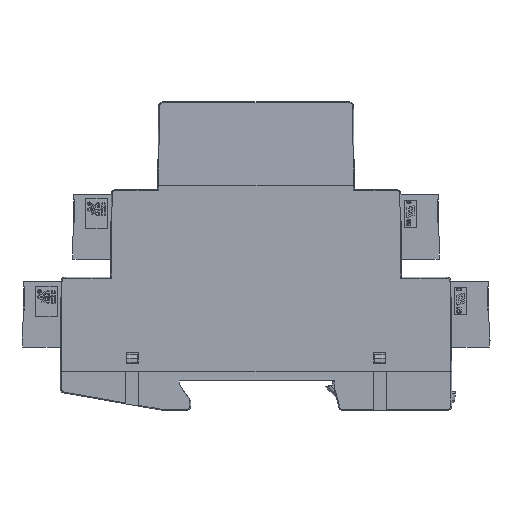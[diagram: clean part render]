
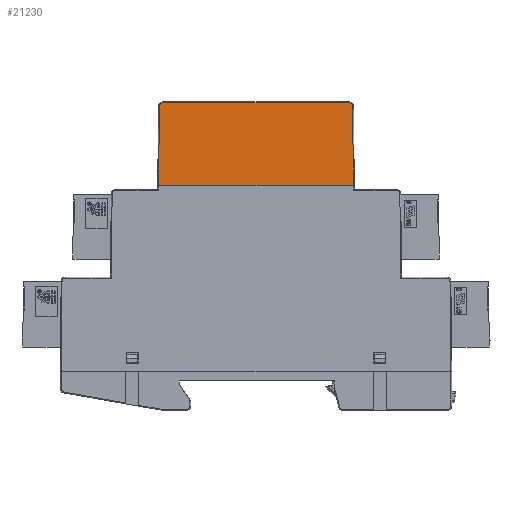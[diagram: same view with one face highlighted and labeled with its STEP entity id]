
A CAD part, left-side view. The second image highlights one B-rep face of the part: STEP entity #21230.
In plain terms, the highlighted planar face has unit normal (-1, 0, 0.005).
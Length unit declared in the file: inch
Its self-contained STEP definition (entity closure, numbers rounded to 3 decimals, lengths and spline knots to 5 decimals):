
#1718 = LINE ( 'NONE', #19198, #11492 ) ;
#4510 = CARTESIAN_POINT ( 'NONE',  ( -0.35349, -0.75839, 0.05072 ) ) ;
#5097 = EDGE_CURVE ( 'NONE', #50482, #55969, #9516, .T. ) ;
#9516 = LINE ( 'NONE', #33184, #28326 ) ;
#11492 = VECTOR ( 'NONE', #66205, 39.37008 ) ;
#15221 = CARTESIAN_POINT ( 'NONE',  ( -0.34666, -0.87336, 1.35465 ) ) ;
#15359 = CARTESIAN_POINT ( 'NONE',  ( -0.3465, 0.84186, 1.38587 ) ) ;
#15713 = CARTESIAN_POINT ( 'NONE',  ( -0.3465, -0.84186, 1.38587 ) ) ;
#18970 = CARTESIAN_POINT ( 'NONE',  ( -0.35039, -0.87958, 0.64173 ) ) ;
#19159 = DIRECTION ( 'NONE',  ( -0.005, -0.009, -1. ) ) ;
#19198 = CARTESIAN_POINT ( 'NONE',  ( -0.3465, -0.3792, 1.38587 ) ) ;
#19219 = ORIENTED_EDGE ( 'NONE', *, *, #42894, .F. ) ;
#19655 = DIRECTION ( 'NONE',  ( 0., 1., 0. ) ) ;
#20612 = EDGE_LOOP ( 'NONE', ( #19219, #21257, #60854, #59061, #69346, #22215 ) ) ;
#20802 = CARTESIAN_POINT ( 'NONE',  ( -0.34656, 0.8732, 1.37297 ) ) ;
#21230 = ADVANCED_FACE ( 'NONE', ( #52655 ), #27803, .T. ) ;
#21257 = ORIENTED_EDGE ( 'NONE', *, *, #45655, .F. ) ;
#21536 = DIRECTION ( 'NONE',  ( 0.005, -0.009, 1. ) ) ;
#22215 = ORIENTED_EDGE ( 'NONE', *, *, #74210, .F. ) ;
#26048 = CARTESIAN_POINT ( 'NONE',  ( -0.35039, 0.87958, 0.64173 ) ) ;
#27460 = AXIS2_PLACEMENT_3D ( 'NONE', #4510, #76351, #28572 ) ;
#27803 = PLANE ( 'NONE',  #27460 ) ;
#28326 = VECTOR ( 'NONE', #21536, 39.37008 ) ;
#28572 = DIRECTION ( 'NONE',  ( 0., -1., 0. ) ) ;
#31597 = VERTEX_POINT ( 'NONE', #53517 ) ;
#33184 = CARTESIAN_POINT ( 'NONE',  ( -0.34993, 0.8788, 0.73116 ) ) ;
#33227 = EDGE_CURVE ( 'NONE', #55969, #73502, #39062, .T. ) ;
#34611 = CARTESIAN_POINT ( 'NONE',  ( -0.3465, -0.86018, 1.38587 ) ) ;
#39062 =( BOUNDED_CURVE ( )  B_SPLINE_CURVE ( 3, ( #56519, #20802, #67785, #15359 ),
 .UNSPECIFIED., .F., .T. ) 
 B_SPLINE_CURVE_WITH_KNOTS ( ( 4, 4 ),
 ( 4.72112, 6.28319 ),
 .UNSPECIFIED. ) 
 CURVE ( )  GEOMETRIC_REPRESENTATION_ITEM ( )  RATIONAL_B_SPLINE_CURVE ( ( 1., 0.807, 0.807, 1. ) ) 
 REPRESENTATION_ITEM ( '' )  );
#39283 = CARTESIAN_POINT ( 'NONE',  ( -0.34656, -0.8732, 1.37297 ) ) ;
#41126 = VECTOR ( 'NONE', #19655, 39.37008 ) ;
#42894 = EDGE_CURVE ( 'NONE', #31597, #69496, #72356, .T. ) ;
#44235 = CARTESIAN_POINT ( 'NONE',  ( -0.34666, 0.87336, 1.35465 ) ) ;
#45655 = EDGE_CURVE ( 'NONE', #49664, #31597, #55092, .T. ) ;
#49009 = CARTESIAN_POINT ( 'NONE',  ( -0.3465, 0.84186, 1.38587 ) ) ;
#49664 = VERTEX_POINT ( 'NONE', #15713 ) ;
#50482 = VERTEX_POINT ( 'NONE', #26048 ) ;
#52655 = FACE_OUTER_BOUND ( 'NONE', #20612, .T. ) ;
#53517 = CARTESIAN_POINT ( 'NONE',  ( -0.34666, -0.87336, 1.35465 ) ) ;
#55002 = LINE ( 'NONE', #72845, #41126 ) ;
#55092 =( BOUNDED_CURVE ( )  B_SPLINE_CURVE ( 3, ( #63353, #34611, #39283, #15221 ),
 .UNSPECIFIED., .F., .F. ) 
 B_SPLINE_CURVE_WITH_KNOTS ( ( 4, 4 ),
 ( 0., 1.56207 ),
 .UNSPECIFIED. ) 
 CURVE ( )  GEOMETRIC_REPRESENTATION_ITEM ( )  RATIONAL_B_SPLINE_CURVE ( ( 1., 0.807, 0.807, 1. ) ) 
 REPRESENTATION_ITEM ( '' )  );
#55969 = VERTEX_POINT ( 'NONE', #44235 ) ;
#56519 = CARTESIAN_POINT ( 'NONE',  ( -0.34666, 0.87336, 1.35465 ) ) ;
#59061 = ORIENTED_EDGE ( 'NONE', *, *, #33227, .F. ) ;
#60854 = ORIENTED_EDGE ( 'NONE', *, *, #71898, .F. ) ;
#63353 = CARTESIAN_POINT ( 'NONE',  ( -0.3465, -0.84186, 1.38587 ) ) ;
#66205 = DIRECTION ( 'NONE',  ( 0., -1., 0. ) ) ;
#67785 = CARTESIAN_POINT ( 'NONE',  ( -0.3465, 0.86018, 1.38587 ) ) ;
#68329 = VECTOR ( 'NONE', #19159, 39.37008 ) ;
#69346 = ORIENTED_EDGE ( 'NONE', *, *, #5097, .F. ) ;
#69496 = VERTEX_POINT ( 'NONE', #18970 ) ;
#71898 = EDGE_CURVE ( 'NONE', #73502, #49664, #1718, .T. ) ;
#72356 = LINE ( 'NONE', #76770, #68329 ) ;
#72845 = CARTESIAN_POINT ( 'NONE',  ( -0.35039, 0.06453, 0.64173 ) ) ;
#73502 = VERTEX_POINT ( 'NONE', #49009 ) ;
#74210 = EDGE_CURVE ( 'NONE', #69496, #50482, #55002, .T. ) ;
#76351 = DIRECTION ( 'NONE',  ( -1., 0., 0.005 ) ) ;
#76770 = CARTESIAN_POINT ( 'NONE',  ( -0.34996, -0.87886, 0.72454 ) ) ;
